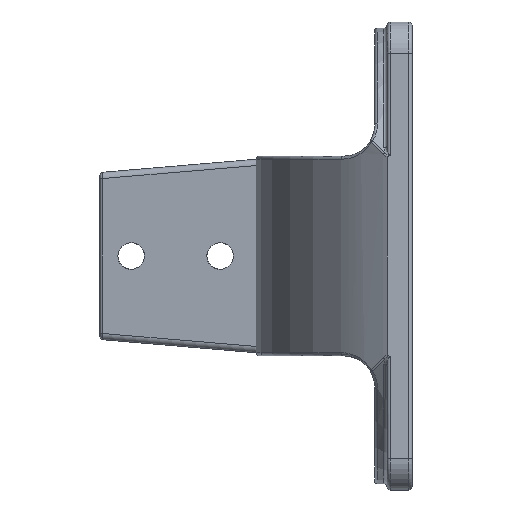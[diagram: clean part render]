
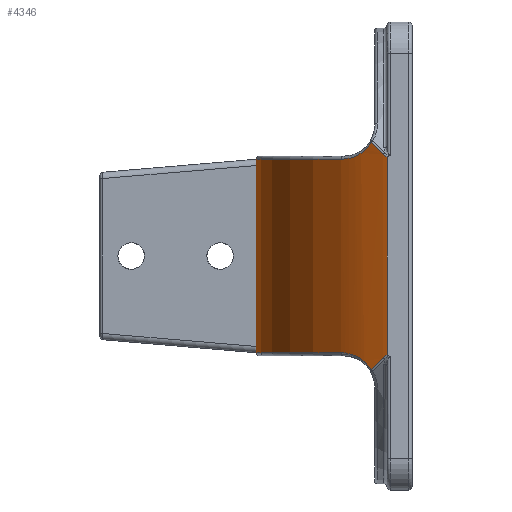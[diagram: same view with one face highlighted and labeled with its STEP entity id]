
A CAD part, left-side view. The second image highlights one B-rep face of the part: STEP entity #4346.
In plain terms, the highlighted cylindrical face has radius 87.964 mm (diameter 175.929 mm), a partial arc.
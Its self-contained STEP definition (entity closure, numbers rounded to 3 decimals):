
#2217=CARTESIAN_POINT('',(-78.5,49.93,44.0));
#2218=VERTEX_POINT('',#2217);
#2338=CARTESIAN_POINT('',(-149.226,9.24,42.35));
#2339=VERTEX_POINT('',#2338);
#2347=CARTESIAN_POINT('',(-146.596,13.141,38.647));
#2348=VERTEX_POINT('',#2347);
#2349=CARTESIAN_POINT('',(-149.226,9.24,42.35));
#2350=CARTESIAN_POINT('',(-148.389,10.556,41.105));
#2351=CARTESIAN_POINT('',(-147.513,11.857,39.87));
#2352=CARTESIAN_POINT('',(-146.596,13.141,38.647));
#2353=B_SPLINE_CURVE_WITH_KNOTS('',3,(#2349,#2350,#2351,#2352),.UNSPECIFIED.,.F.,.U.,(4,4),(0.293,0.887),.UNSPECIFIED.);
#2354=EDGE_CURVE('',#2339,#2348,#2353,.T.);
#2398=CARTESIAN_POINT('',(-150.,8.,43.505));
#2399=VERTEX_POINT('',#2398);
#2413=CARTESIAN_POINT('',(-150.,8.,43.505));
#2414=CARTESIAN_POINT('',(-149.897,8.169,43.327));
#2415=CARTESIAN_POINT('',(-149.646,8.575,42.929));
#2416=CARTESIAN_POINT('',(-149.375,9.006,42.572));
#2417=CARTESIAN_POINT('',(-149.226,9.24,42.35));
#2418=B_SPLINE_CURVE_WITH_KNOTS('',3,(#2413,#2414,#2415,#2416,#2417),.UNSPECIFIED.,.F.,.U.,(4,1,4),(0.039,0.118,0.224),.UNSPECIFIED.);
#2419=EDGE_CURVE('',#2399,#2339,#2418,.T.);
#2622=CARTESIAN_POINT('',(-138.709,22.69,44.0));
#2623=VERTEX_POINT('',#2622);
#2624=CARTESIAN_POINT('',(-146.596,13.141,38.647));
#2625=CARTESIAN_POINT('',(-146.136,13.785,39.711));
#2626=CARTESIAN_POINT('',(-144.965,15.387,41.535));
#2627=CARTESIAN_POINT('',(-142.315,18.729,43.535));
#2628=CARTESIAN_POINT('',(-140.091,21.238,44.0));
#2629=CARTESIAN_POINT('',(-138.709,22.69,44.0));
#2630=B_SPLINE_CURVE_WITH_KNOTS('',3,(#2624,#2625,#2626,#2627,#2628,#2629),.UNSPECIFIED.,.F.,.U.,(4,1,1,4),(-1.387,-0.99,-0.594,0.0),.UNSPECIFIED.);
#2631=EDGE_CURVE('',#2348,#2623,#2630,.T.);
#2667=CARTESIAN_POINT('',(-75.0,-37.964,44.0));
#2668=DIRECTION('',(0.0,0.0,-1.0));
#2669=DIRECTION('',(-0.417,0.909,0.0));
#2670=AXIS2_PLACEMENT_3D('',#2667,#2668,#2669);
#2671=CIRCLE('',#2670,87.964);
#2672=EDGE_CURVE('',#2623,#2218,#2671,.T.);
#3389=CARTESIAN_POINT('',(-78.5,49.93,106.));
#3390=VERTEX_POINT('',#3389);
#3431=CARTESIAN_POINT('',(-138.709,22.69,106.));
#3432=VERTEX_POINT('',#3431);
#3433=CARTESIAN_POINT('',(-75.0,-37.964,106.));
#3434=DIRECTION('',(0.0,0.0,1.0));
#3435=DIRECTION('',(-0.417,0.909,0.0));
#3436=AXIS2_PLACEMENT_3D('',#3433,#3434,#3435);
#3437=CIRCLE('',#3436,87.964);
#3438=EDGE_CURVE('',#3390,#3432,#3437,.T.);
#3486=CARTESIAN_POINT('',(-146.596,13.141,111.353));
#3487=VERTEX_POINT('',#3486);
#3506=CARTESIAN_POINT('',(-138.709,22.69,106.0));
#3507=CARTESIAN_POINT('',(-140.551,20.755,106.0));
#3508=CARTESIAN_POINT('',(-143.638,17.178,106.864));
#3509=CARTESIAN_POINT('',(-145.907,14.107,109.757));
#3510=CARTESIAN_POINT('',(-146.596,13.141,111.353));
#3511=B_SPLINE_CURVE_WITH_KNOTS('',3,(#3506,#3507,#3508,#3509,#3510),.UNSPECIFIED.,.F.,.U.,(4,1,4),(0.,0.792,1.387),.UNSPECIFIED.);
#3512=EDGE_CURVE('',#3432,#3487,#3511,.T.);
#3534=CARTESIAN_POINT('',(-149.226,9.24,107.65));
#3535=VERTEX_POINT('',#3534);
#3561=CARTESIAN_POINT('',(-146.596,13.141,111.353));
#3562=CARTESIAN_POINT('',(-147.513,11.857,110.13));
#3563=CARTESIAN_POINT('',(-148.389,10.556,108.895));
#3564=CARTESIAN_POINT('',(-149.226,9.24,107.65));
#3565=B_SPLINE_CURVE_WITH_KNOTS('',3,(#3561,#3562,#3563,#3564),.UNSPECIFIED.,.F.,.U.,(4,4),(0.0,0.595),.UNSPECIFIED.);
#3566=EDGE_CURVE('',#3487,#3535,#3565,.T.);
#3609=CARTESIAN_POINT('',(-150.,8.,106.495));
#3610=VERTEX_POINT('',#3609);
#3635=CARTESIAN_POINT('',(-149.226,9.24,107.65));
#3636=CARTESIAN_POINT('',(-149.375,9.006,107.428));
#3637=CARTESIAN_POINT('',(-149.646,8.575,107.071));
#3638=CARTESIAN_POINT('',(-149.897,8.169,106.673));
#3639=CARTESIAN_POINT('',(-150.,8.,106.495));
#3640=B_SPLINE_CURVE_WITH_KNOTS('',3,(#3635,#3636,#3637,#3638,#3639),.UNSPECIFIED.,.F.,.U.,(4,1,4),(0.0,0.106,0.185),.UNSPECIFIED.);
#3641=EDGE_CURVE('',#3535,#3610,#3640,.T.);
#3930=CARTESIAN_POINT('',(-78.5,49.93,104.005));
#3931=VERTEX_POINT('',#3930);
#3939=CARTESIAN_POINT('',(-78.5,49.93,106.));
#3940=DIRECTION('',(0.0,0.0,-1.0));
#3941=VECTOR('',#3940,1.995);
#3942=LINE('',#3939,#3941);
#3943=EDGE_CURVE('',#3390,#3931,#3942,.T.);
#3954=CARTESIAN_POINT('',(-78.5,49.93,45.995));
#3955=VERTEX_POINT('',#3954);
#3956=CARTESIAN_POINT('',(-78.5,49.93,45.995));
#3957=DIRECTION('',(0.0,0.0,-1.0));
#3958=VECTOR('',#3957,1.995);
#3959=LINE('',#3956,#3958);
#3960=EDGE_CURVE('',#3955,#2218,#3959,.T.);
#4317=CARTESIAN_POINT('',(-75.0,-37.964,107.));
#4318=DIRECTION('',(0.0,0.0,-1.0));
#4319=DIRECTION('',(-0.853,-0.523,0.0));
#4320=AXIS2_PLACEMENT_3D('',#4317,#4318,#4319);
#4321=CYLINDRICAL_SURFACE('',#4320,87.964);
#4322=ORIENTED_EDGE('',*,*,#2419,.F.);
#4323=CARTESIAN_POINT('',(-150.0,8.,106.495));
#4324=DIRECTION('',(0.0,0.0,-1.0));
#4325=VECTOR('',#4324,62.99);
#4326=LINE('',#4323,#4325);
#4327=EDGE_CURVE('',#3610,#2399,#4326,.T.);
#4328=ORIENTED_EDGE('',*,*,#4327,.F.);
#4329=ORIENTED_EDGE('',*,*,#3641,.F.);
#4330=ORIENTED_EDGE('',*,*,#3566,.F.);
#4331=ORIENTED_EDGE('',*,*,#3512,.F.);
#4332=ORIENTED_EDGE('',*,*,#3438,.F.);
#4333=ORIENTED_EDGE('',*,*,#3943,.T.);
#4334=CARTESIAN_POINT('',(-78.5,49.93,104.005));
#4335=DIRECTION('',(0.0,0.0,-1.0));
#4336=VECTOR('',#4335,58.009);
#4337=LINE('',#4334,#4336);
#4338=EDGE_CURVE('',#3931,#3955,#4337,.T.);
#4339=ORIENTED_EDGE('',*,*,#4338,.T.);
#4340=ORIENTED_EDGE('',*,*,#3960,.T.);
#4341=ORIENTED_EDGE('',*,*,#2672,.F.);
#4342=ORIENTED_EDGE('',*,*,#2631,.F.);
#4343=ORIENTED_EDGE('',*,*,#2354,.F.);
#4344=EDGE_LOOP('',(#4322,#4328,#4329,#4330,#4331,#4332,#4333,#4339,#4340,#4341,#4342,#4343));
#4345=FACE_OUTER_BOUND('',#4344,.T.);
#4346=ADVANCED_FACE('',(#4345),#4321,.T.);
